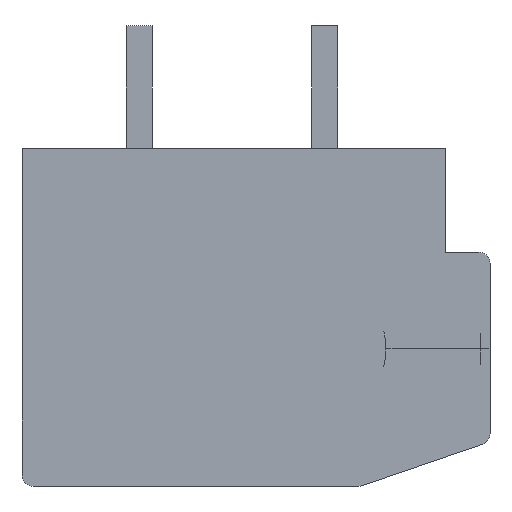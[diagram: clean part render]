
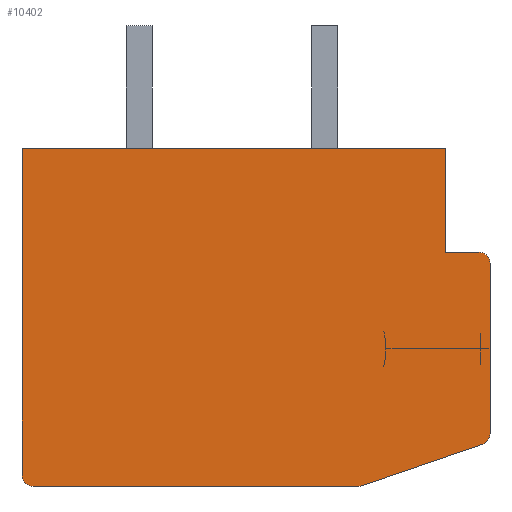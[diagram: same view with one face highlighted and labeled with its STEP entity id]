
A CAD part, front view. The second image highlights one B-rep face of the part: STEP entity #10402.
In plain terms, the highlighted planar face has unit normal (0, -1, 0).
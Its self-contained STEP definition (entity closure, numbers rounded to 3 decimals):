
#1=CARTESIAN_POINT('',(6.,-119.72,-3.136));
#2=DIRECTION('',(0.,-1.,0.));
#3=DIRECTION('',(0.324,0.,-0.946));
#4=AXIS2_PLACEMENT_3D('',#1,#2,#3);
#6=DIRECTION('',(-0.946,0.,-0.324));
#7=VECTOR('',#6,3.486);
#8=CARTESIAN_POINT('',(6.097,-119.72,-3.419));
#9=LINE('',#8,#7);
#10=DIRECTION('',(-1.,0.,0.));
#11=VECTOR('',#10,8.8);
#12=CARTESIAN_POINT('',(2.8,-119.72,-4.55));
#13=LINE('',#12,#11);
#14=CARTESIAN_POINT('',(-6.,-119.72,-4.25));
#15=DIRECTION('',(0.,-1.,0.));
#16=DIRECTION('',(-1.,0.,0.));
#17=AXIS2_PLACEMENT_3D('',#14,#15,#16);
#19=DIRECTION('',(0.,0.,1.));
#20=VECTOR('',#19,8.8);
#21=CARTESIAN_POINT('',(-6.3,-119.72,-4.25));
#22=LINE('',#21,#20);
#23=DIRECTION('',(1.,0.,0.));
#24=VECTOR('',#23,11.4);
#25=CARTESIAN_POINT('',(-6.3,-119.72,4.55));
#26=LINE('',#25,#24);
#27=DIRECTION('',(0.,0.,-1.));
#28=VECTOR('',#27,2.8);
#29=CARTESIAN_POINT('',(5.1,-119.72,4.55));
#30=LINE('',#29,#28);
#31=DIRECTION('',(1.,0.,0.));
#32=VECTOR('',#31,0.9);
#33=CARTESIAN_POINT('',(5.1,-119.72,1.75));
#34=LINE('',#33,#32);
#35=CARTESIAN_POINT('',(6.,-119.72,1.45));
#36=DIRECTION('',(0.,-1.,0.));
#37=DIRECTION('',(1.,0.,0.));
#38=AXIS2_PLACEMENT_3D('',#35,#36,#37);
#40=DIRECTION('',(0.,0.,-1.));
#41=VECTOR('',#40,4.586);
#42=CARTESIAN_POINT('',(6.3,-119.72,1.45));
#43=LINE('',#42,#41);
#7999=CARTESIAN_POINT('',(-6.3,-119.72,4.55));
#8000=CARTESIAN_POINT('',(5.1,-119.72,4.55));
#8001=VERTEX_POINT('',#7999);
#8002=VERTEX_POINT('',#8000);
#8003=CARTESIAN_POINT('',(5.1,-119.72,1.75));
#8004=VERTEX_POINT('',#8003);
#8005=CARTESIAN_POINT('',(6.097,-119.72,-3.419));
#8006=CARTESIAN_POINT('',(6.3,-119.72,-3.136));
#8007=VERTEX_POINT('',#8005);
#8008=VERTEX_POINT('',#8006);
#8009=CARTESIAN_POINT('',(6.3,-119.72,1.45));
#8010=CARTESIAN_POINT('',(6.,-119.72,1.75));
#8011=VERTEX_POINT('',#8009);
#8012=VERTEX_POINT('',#8010);
#8013=CARTESIAN_POINT('',(-6.3,-119.72,-4.25));
#8014=CARTESIAN_POINT('',(-6.,-119.72,-4.55));
#8015=VERTEX_POINT('',#8013);
#8016=VERTEX_POINT('',#8014);
#8017=CARTESIAN_POINT('',(2.8,-119.72,-4.55));
#8018=VERTEX_POINT('',#8017);
#10375=CARTESIAN_POINT('',(0.,-119.72,0.));
#10376=DIRECTION('',(0.,1.,0.));
#10377=DIRECTION('',(1.,0.,0.));
#10378=AXIS2_PLACEMENT_3D('',#10375,#10376,#10377);
#10379=PLANE('',#10378);
#10381=ORIENTED_EDGE('',*,*,#10380,.F.);
#10383=ORIENTED_EDGE('',*,*,#10382,.T.);
#10385=ORIENTED_EDGE('',*,*,#10384,.T.);
#10387=ORIENTED_EDGE('',*,*,#10386,.F.);
#10389=ORIENTED_EDGE('',*,*,#10388,.T.);
#10391=ORIENTED_EDGE('',*,*,#10390,.T.);
#10393=ORIENTED_EDGE('',*,*,#10392,.T.);
#10395=ORIENTED_EDGE('',*,*,#10394,.T.);
#10397=ORIENTED_EDGE('',*,*,#10396,.F.);
#10399=ORIENTED_EDGE('',*,*,#10398,.T.);
#10400=EDGE_LOOP('',(#10381,#10383,#10385,#10387,#10389,#10391,#10393,#10395,
#10397,#10399));
#10401=FACE_OUTER_BOUND('',#10400,.F.);
#10402=ADVANCED_FACE('',(#10401),#10379,.F.);
#5=CIRCLE('',#4,0.3);
#18=CIRCLE('',#17,0.3);
#39=CIRCLE('',#38,0.3);
#10380=EDGE_CURVE('',#8007,#8008,#5,.T.);
#10382=EDGE_CURVE('',#8007,#8018,#9,.T.);
#10384=EDGE_CURVE('',#8018,#8016,#13,.T.);
#10386=EDGE_CURVE('',#8015,#8016,#18,.T.);
#10388=EDGE_CURVE('',#8015,#8001,#22,.T.);
#10390=EDGE_CURVE('',#8001,#8002,#26,.T.);
#10392=EDGE_CURVE('',#8002,#8004,#30,.T.);
#10394=EDGE_CURVE('',#8004,#8012,#34,.T.);
#10396=EDGE_CURVE('',#8011,#8012,#39,.T.);
#10398=EDGE_CURVE('',#8011,#8008,#43,.T.);
